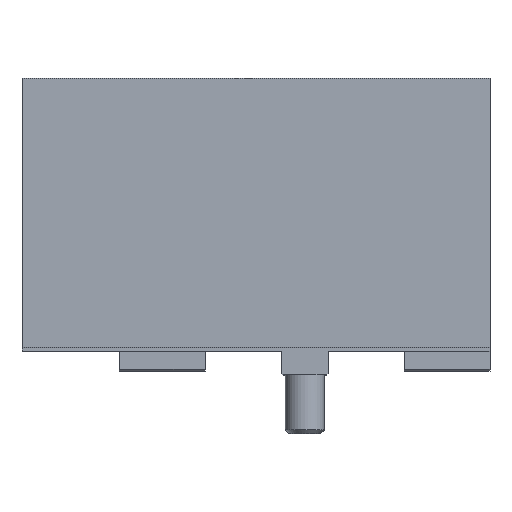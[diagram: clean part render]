
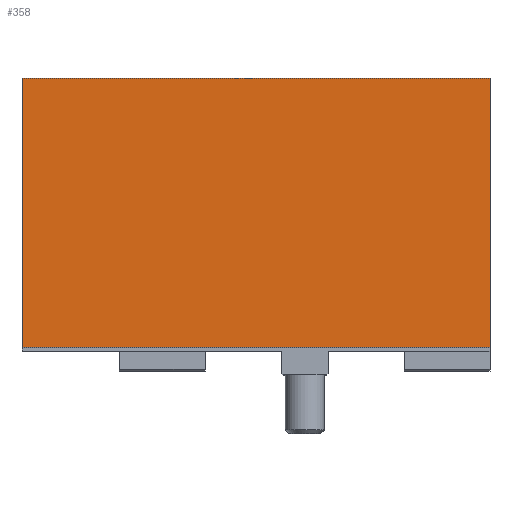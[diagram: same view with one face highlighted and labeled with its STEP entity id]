
A CAD part, top view. The second image highlights one B-rep face of the part: STEP entity #358.
In plain terms, the highlighted planar face has unit normal (0, 0, 1).
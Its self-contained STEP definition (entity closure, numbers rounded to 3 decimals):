
#170=CARTESIAN_POINT('',(0.0,1.,150.0));
#171=VERTEX_POINT('',#170);
#178=CARTESIAN_POINT('',(0.,70.,150.0));
#179=VERTEX_POINT('',#178);
#180=CARTESIAN_POINT('',(0.0,1.,150.0));
#181=DIRECTION('',(0.0,1.0,0.0));
#182=VECTOR('',#181,69.0);
#183=LINE('',#180,#182);
#184=EDGE_CURVE('',#171,#179,#183,.T.);
#256=CARTESIAN_POINT('',(120.0,70.,150.0));
#257=VERTEX_POINT('',#256);
#264=CARTESIAN_POINT('',(120.0,1.,150.0));
#265=VERTEX_POINT('',#264);
#266=CARTESIAN_POINT('',(120.0,70.,150.0));
#267=DIRECTION('',(0.0,-1.0,0.0));
#268=VECTOR('',#267,69.0);
#269=LINE('',#266,#268);
#270=EDGE_CURVE('',#257,#265,#269,.T.);
#337=CARTESIAN_POINT('',(60.429,23.351,150.0));
#338=DIRECTION('',(0.0,0.0,1.0));
#339=DIRECTION('',(1.0,0.0,0.0));
#340=AXIS2_PLACEMENT_3D('',#337,#338,#339);
#341=PLANE('',#340);
#342=CARTESIAN_POINT('',(0.0,1.,150.0));
#343=DIRECTION('',(1.0,0.0,0.0));
#344=VECTOR('',#343,120.0);
#345=LINE('',#342,#344);
#346=EDGE_CURVE('',#171,#265,#345,.T.);
#347=ORIENTED_EDGE('',*,*,#346,.T.);
#348=ORIENTED_EDGE('',*,*,#270,.F.);
#349=CARTESIAN_POINT('',(0.,70.,150.0));
#350=DIRECTION('',(1.0,0.0,0.0));
#351=VECTOR('',#350,120.0);
#352=LINE('',#349,#351);
#353=EDGE_CURVE('',#179,#257,#352,.T.);
#354=ORIENTED_EDGE('',*,*,#353,.F.);
#355=ORIENTED_EDGE('',*,*,#184,.F.);
#356=EDGE_LOOP('',(#347,#348,#354,#355));
#357=FACE_OUTER_BOUND('',#356,.T.);
#358=ADVANCED_FACE('',(#357),#341,.T.);
